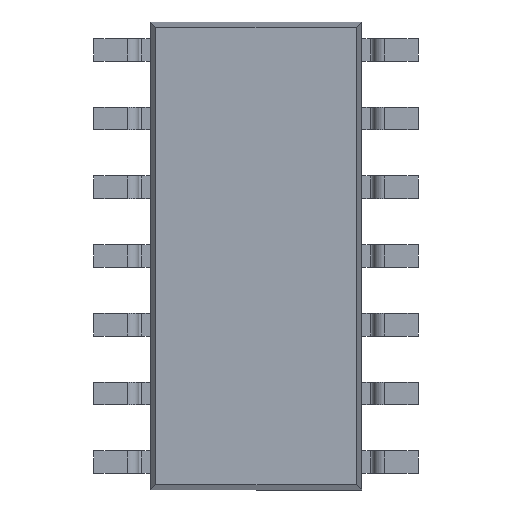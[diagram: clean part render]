
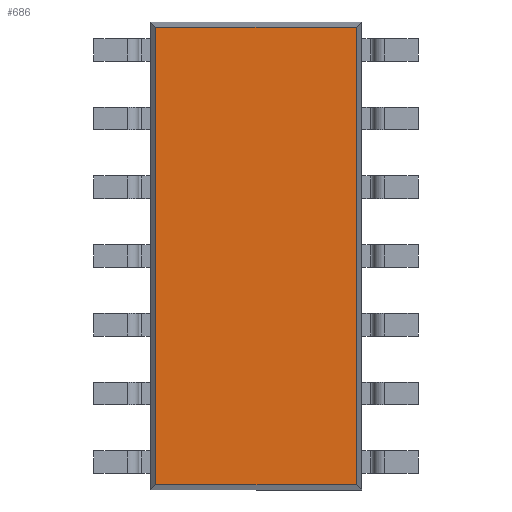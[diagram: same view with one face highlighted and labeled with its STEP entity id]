
A CAD part, front view. The second image highlights one B-rep face of the part: STEP entity #686.
In plain terms, the highlighted planar face has unit normal (0, -1, 0).
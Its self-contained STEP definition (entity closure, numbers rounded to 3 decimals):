
#240 = EDGE_CURVE ( 'NONE', #6015, #6214, #2697, .T. ) ;
#654 = CARTESIAN_POINT ( 'NONE',  ( -1.95, 0.175, -4.225 ) ) ;
#686 = ADVANCED_FACE ( 'NONE', ( #5725 ), #5582, .T. ) ;
#758 = VECTOR ( 'NONE', #4019, 1000. ) ;
#772 = ORIENTED_EDGE ( 'NONE', *, *, #5662, .T. ) ;
#832 = LINE ( 'NONE', #6034, #758 ) ;
#1125 = CARTESIAN_POINT ( 'NONE',  ( 1.85, 0.175, -4.225 ) ) ;
#1354 = LINE ( 'NONE', #6113, #2680 ) ;
#1502 = ORIENTED_EDGE ( 'NONE', *, *, #2062, .T. ) ;
#1650 = DIRECTION ( 'NONE',  ( 0., -1., 0. ) ) ;
#1763 = ORIENTED_EDGE ( 'NONE', *, *, #240, .T. ) ;
#2062 = EDGE_CURVE ( 'NONE', #3342, #2637, #1354, .T. ) ;
#2144 = VECTOR ( 'NONE', #2615, 1000. ) ;
#2161 = DIRECTION ( 'NONE',  ( 0., 0., 1. ) ) ;
#2480 = EDGE_LOOP ( 'NONE', ( #1763, #3021, #1502, #772 ) ) ;
#2615 = DIRECTION ( 'NONE',  ( 1., 0., 0. ) ) ;
#2637 = VERTEX_POINT ( 'NONE', #6427 ) ;
#2680 = VECTOR ( 'NONE', #4700, 1000. ) ;
#2697 = LINE ( 'NONE', #654, #2144 ) ;
#3021 = ORIENTED_EDGE ( 'NONE', *, *, #6274, .T. ) ;
#3342 = VERTEX_POINT ( 'NONE', #5419 ) ;
#3474 = VECTOR ( 'NONE', #2161, 1000. ) ;
#4019 = DIRECTION ( 'NONE',  ( 0., 0., -1. ) ) ;
#4083 = CARTESIAN_POINT ( 'NONE',  ( 1.85, 0.175, -4.325 ) ) ;
#4156 = DIRECTION ( 'NONE',  ( 0., 0., -1. ) ) ;
#4281 = LINE ( 'NONE', #4083, #3474 ) ;
#4700 = DIRECTION ( 'NONE',  ( -1., 0., 0. ) ) ;
#5419 = CARTESIAN_POINT ( 'NONE',  ( 1.85, 0.175, 4.225 ) ) ;
#5582 = PLANE ( 'NONE',  #5661 ) ;
#5605 = CARTESIAN_POINT ( 'NONE',  ( 0., 0.175, 0. ) ) ;
#5661 = AXIS2_PLACEMENT_3D ( 'NONE', #5605, #1650, #4156 ) ;
#5662 = EDGE_CURVE ( 'NONE', #2637, #6015, #832, .T. ) ;
#5725 = FACE_OUTER_BOUND ( 'NONE', #2480, .T. ) ;
#6015 = VERTEX_POINT ( 'NONE', #6161 ) ;
#6034 = CARTESIAN_POINT ( 'NONE',  ( -1.85, 0.175, 4.325 ) ) ;
#6113 = CARTESIAN_POINT ( 'NONE',  ( 1.95, 0.175, 4.225 ) ) ;
#6161 = CARTESIAN_POINT ( 'NONE',  ( -1.85, 0.175, -4.225 ) ) ;
#6214 = VERTEX_POINT ( 'NONE', #1125 ) ;
#6274 = EDGE_CURVE ( 'NONE', #6214, #3342, #4281, .T. ) ;
#6427 = CARTESIAN_POINT ( 'NONE',  ( -1.85, 0.175, 4.225 ) ) ;
